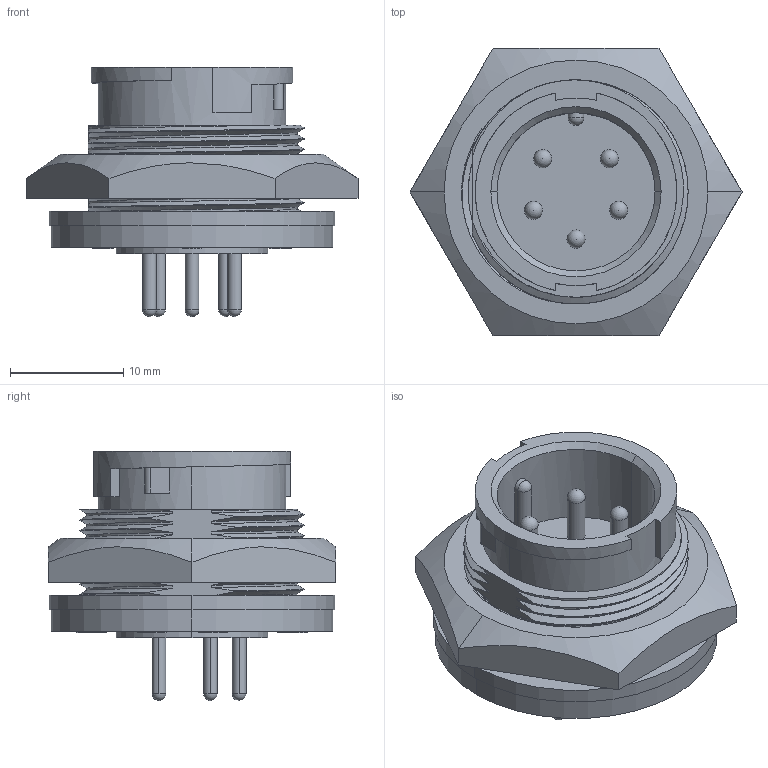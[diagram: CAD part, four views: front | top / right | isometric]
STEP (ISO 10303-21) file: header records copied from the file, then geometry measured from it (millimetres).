
FILE_DESCRIPTION (( 'STEP AP203' ), '1' );
FILE_NAME ('4381-5PG-300.STEP', '2018-08-10T16:47:55', ( '' ), ( '' ), 'SwSTEP 2.0', 'SolidWorks 2017', '' );
FILE_SCHEMA (( 'CONFIG_CONTROL_DESIGN' ));
Length unit declared in the file: inch
Products named in the file (1): 4381-5PG-300
Bounding box: 29.33 x 25.4 x 22.02 mm (x, y, z)
Volume: 4768.6 mm3; surface area: 4133.6 mm2
Topology: 2 solids, 3 shells, 284 faces, 773 edges, 509 vertices
Faces by surface type: plane 114, bspline 80, cylinder 75, sphere 11, cone 4
Entity records: 17964 total; most frequent: CARTESIAN_POINT 11601, ORIENTED_EDGE 1502, DIRECTION 993, EDGE_CURVE 751, VERTEX_POINT 498, LINE 409, VECTOR 409, EDGE_LOOP 311
